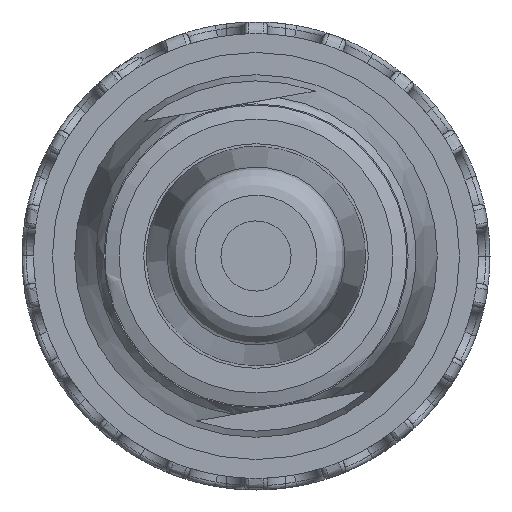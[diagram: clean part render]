
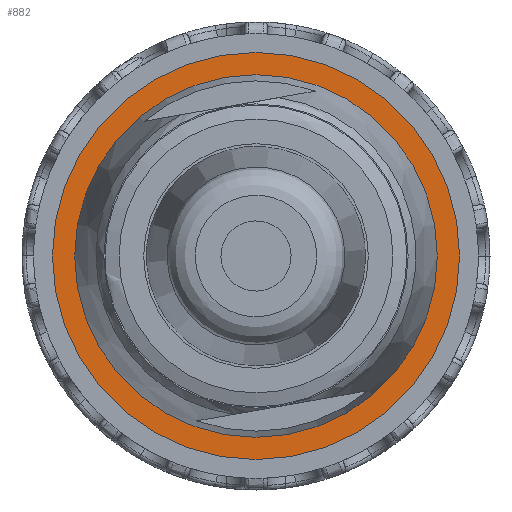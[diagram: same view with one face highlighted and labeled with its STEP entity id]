
A CAD part, front view. The second image highlights one B-rep face of the part: STEP entity #882.
In plain terms, the highlighted planar face has unit normal (0, -1, 0).
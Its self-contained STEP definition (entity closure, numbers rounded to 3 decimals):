
#882=ADVANCED_FACE('',(#1344,#1345),#1224,.T.);
#1224=PLANE('',#5804);
#1344=FACE_BOUND('',#1403,.T.);
#1345=FACE_BOUND('',#1404,.T.);
#1403=EDGE_LOOP('',(#2028));
#1404=EDGE_LOOP('',(#2029));
#1775=CIRCLE('',#5802,7.75);
#1776=CIRCLE('',#5803,8.7);
#2028=ORIENTED_EDGE('',*,*,#4318,.F.);
#2029=ORIENTED_EDGE('',*,*,#4319,.F.);
#3764=VERTEX_POINT('',#7603);
#3765=VERTEX_POINT('',#7605);
#4318=EDGE_CURVE('',#3764,#3764,#1775,.T.);
#4319=EDGE_CURVE('',#3765,#3765,#1776,.T.);
#5802=AXIS2_PLACEMENT_3D('',#7602,#6304,#6305);
#5803=AXIS2_PLACEMENT_3D('',#7604,#6306,#6307);
#5804=AXIS2_PLACEMENT_3D('',#7606,#6308,#6309);
#6304=DIRECTION('',(0.,-1.,0.));
#6305=DIRECTION('',(0.,0.,-1.));
#6306=DIRECTION('',(0.,1.,0.));
#6307=DIRECTION('',(0.,0.,1.));
#6308=DIRECTION('',(0.,-1.,0.));
#6309=DIRECTION('',(0.,0.,1.));
#7602=CARTESIAN_POINT('',(21.985,-36.365,0.));
#7603=CARTESIAN_POINT('',(21.985,-36.365,-7.75));
#7604=CARTESIAN_POINT('',(21.985,-36.365,0.));
#7605=CARTESIAN_POINT('',(21.985,-36.365,8.7));
#7606=CARTESIAN_POINT('',(31.555,-36.365,-9.57));
